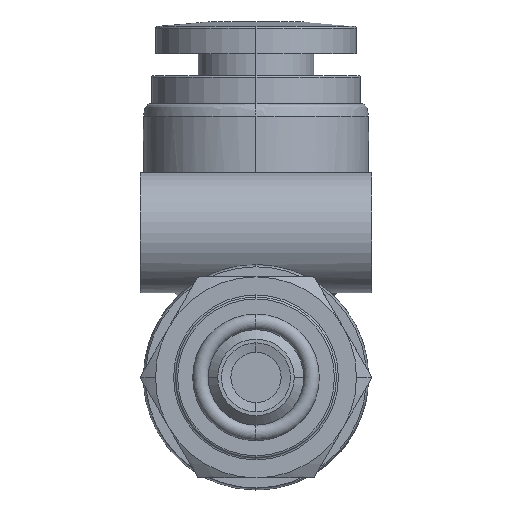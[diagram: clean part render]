
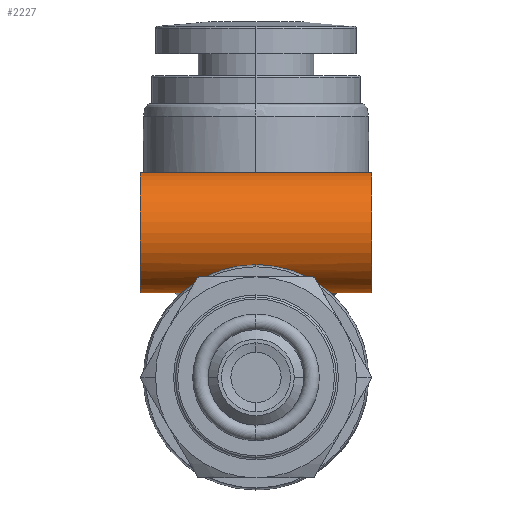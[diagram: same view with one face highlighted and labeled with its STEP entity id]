
A CAD part, front view. The second image highlights one B-rep face of the part: STEP entity #2227.
In plain terms, the highlighted cylindrical face has radius 3 mm (diameter 6 mm), a partial arc.
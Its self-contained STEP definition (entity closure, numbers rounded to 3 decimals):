
#3 = CARTESIAN_POINT ( 'NONE',  ( 5.75, 15.3, 7.2 ) ) ;
#72 = CARTESIAN_POINT ( 'NONE',  ( 3.27, 13.884, 4.548 ) ) ;
#84 = CARTESIAN_POINT ( 'NONE',  ( -0.44, 12.77, 5.587 ) ) ;
#92 = ORIENTED_EDGE ( 'NONE', *, *, #4527, .F. ) ;
#177 = CARTESIAN_POINT ( 'NONE',  ( 2.126, 13.075, 5.185 ) ) ;
#254 = CARTESIAN_POINT ( 'NONE',  ( 5.75, 15.3, 7.2 ) ) ;
#400 = DIRECTION ( 'NONE',  ( -1., 0., 0. ) ) ;
#469 = CARTESIAN_POINT ( 'NONE',  ( 0.881, 12.804, 5.535 ) ) ;
#519 = CARTESIAN_POINT ( 'NONE',  ( 5.75, 15.3, 4.2 ) ) ;
#529 = CARTESIAN_POINT ( 'NONE',  ( -0.221, 12.762, 5.6 ) ) ;
#549 = EDGE_CURVE ( 'NONE', #868, #3314, #4013, .T. ) ;
#563 = VERTEX_POINT ( 'NONE', #3337 ) ;
#616 = VERTEX_POINT ( 'NONE', #2674 ) ;
#674 = B_SPLINE_CURVE_WITH_KNOTS ( 'NONE', 3,
 ( #4651, #529, #84, #2382, #926, #2754, #3938, #2040, #1631, #1265, #3092, #3540, #2775, #3440, #4261, #1242, #4599, #2431, #4281, #877 ),
 .UNSPECIFIED., .F., .F.,
 ( 4, 2, 2, 2, 2, 2, 2, 2, 2, 4 ),
 ( 0.007, 0.008, 0.009, 0.009, 0.01, 0.011, 0.011, 0.012, 0.012, 0.013 ),
 .UNSPECIFIED. ) ;
#798 = ORIENTED_EDGE ( 'NONE', *, *, #3514, .F. ) ;
#856 = AXIS2_PLACEMENT_3D ( 'NONE', #3389, #1092, #1453 ) ;
#868 = VERTEX_POINT ( 'NONE', #4791 ) ;
#877 = CARTESIAN_POINT ( 'NONE',  ( -3.704, 15.3, 4.2 ) ) ;
#912 = CARTESIAN_POINT ( 'NONE',  ( 1.518, 12.903, 5.395 ) ) ;
#926 = CARTESIAN_POINT ( 'NONE',  ( -1.097, 12.83, 5.496 ) ) ;
#1070 = ORIENTED_EDGE ( 'NONE', *, *, #1365, .F. ) ;
#1092 = DIRECTION ( 'NONE',  ( 1., 0., 0. ) ) ;
#1180 = CARTESIAN_POINT ( 'NONE',  ( 0.22, 12.762, 5.6 ) ) ;
#1204 = CARTESIAN_POINT ( 'NONE',  ( 1.096, 12.83, 5.496 ) ) ;
#1228 = CARTESIAN_POINT ( 'NONE',  ( 3.704, 15.3, 4.2 ) ) ;
#1242 = CARTESIAN_POINT ( 'NONE',  ( -3.559, 14.44, 4.324 ) ) ;
#1265 = CARTESIAN_POINT ( 'NONE',  ( -2.676, 13.342, 4.923 ) ) ;
#1344 = CARTESIAN_POINT ( 'NONE',  ( -5.75, 15.3, 4.2 ) ) ;
#1365 = EDGE_CURVE ( 'NONE', #616, #3541, #1381, .T. ) ;
#1381 = CIRCLE ( 'NONE', #1781, 3. ) ;
#1453 = DIRECTION ( 'NONE',  ( 0., 0., -1. ) ) ;
#1480 = LINE ( 'NONE', #3018, #2653 ) ;
#1545 = EDGE_CURVE ( 'NONE', #616, #868, #1480, .T. ) ;
#1569 = CARTESIAN_POINT ( 'NONE',  ( 0.443, 12.77, 5.587 ) ) ;
#1572 = EDGE_CURVE ( 'NONE', #2686, #3030, #1957, .T. ) ;
#1631 = CARTESIAN_POINT ( 'NONE',  ( -2.318, 13.152, 5.102 ) ) ;
#1781 = AXIS2_PLACEMENT_3D ( 'NONE', #254, #4054, #3952 ) ;
#1957 = B_SPLINE_CURVE_WITH_KNOTS ( 'NONE', 3,
 ( #1228, #2052, #3896, #2027, #3553, #3104, #3499, #72, #3477, #2740, #4662, #2695, #177, #2319, #912, #1204, #469, #1569, #1180, #3132 ),
 .UNSPECIFIED., .F., .F.,
 ( 4, 2, 2, 2, 2, 2, 2, 2, 2, 4 ),
 ( 0.002, 0.002, 0.003, 0.003, 0.004, 0.005, 0.005, 0.006, 0.007, 0.007 ),
 .UNSPECIFIED. ) ;
#2027 = CARTESIAN_POINT ( 'NONE',  ( 3.669, 14.858, 4.231 ) ) ;
#2040 = CARTESIAN_POINT ( 'NONE',  ( -2.124, 13.075, 5.186 ) ) ;
#2052 = CARTESIAN_POINT ( 'NONE',  ( 3.704, 15.189, 4.2 ) ) ;
#2092 = ORIENTED_EDGE ( 'NONE', *, *, #3481, .F. ) ;
#2204 = ORIENTED_EDGE ( 'NONE', *, *, #1545, .T. ) ;
#2227 = ADVANCED_FACE ( 'NONE', ( #4500 ), #4128, .T. ) ;
#2295 = DIRECTION ( 'NONE',  ( -1., 0., 0. ) ) ;
#2319 = CARTESIAN_POINT ( 'NONE',  ( 1.726, 12.951, 5.332 ) ) ;
#2372 = LINE ( 'NONE', #519, #3987 ) ;
#2382 = CARTESIAN_POINT ( 'NONE',  ( -0.877, 12.804, 5.535 ) ) ;
#2431 = CARTESIAN_POINT ( 'NONE',  ( -3.676, 14.854, 4.226 ) ) ;
#2633 = CARTESIAN_POINT ( 'NONE',  ( 3.704, 15.3, 4.2 ) ) ;
#2645 = CARTESIAN_POINT ( 'NONE',  ( 0., 12.762, 5.6 ) ) ;
#2653 = VECTOR ( 'NONE', #400, 1000. ) ;
#2674 = CARTESIAN_POINT ( 'NONE',  ( 5.75, 15.3, 10.2 ) ) ;
#2686 = VERTEX_POINT ( 'NONE', #2633 ) ;
#2695 = CARTESIAN_POINT ( 'NONE',  ( 2.316, 13.151, 5.103 ) ) ;
#2740 = CARTESIAN_POINT ( 'NONE',  ( 2.842, 13.455, 4.829 ) ) ;
#2754 = CARTESIAN_POINT ( 'NONE',  ( -1.521, 12.904, 5.394 ) ) ;
#2775 = CARTESIAN_POINT ( 'NONE',  ( -3.27, 13.883, 4.548 ) ) ;
#2801 = DIRECTION ( 'NONE',  ( -1., 0., 0. ) ) ;
#2931 = EDGE_LOOP ( 'NONE', ( #92, #1070, #2204, #4485, #798, #2092, #4746 ) ) ;
#3018 = CARTESIAN_POINT ( 'NONE',  ( 5.75, 15.3, 10.2 ) ) ;
#3030 = VERTEX_POINT ( 'NONE', #2645 ) ;
#3092 = CARTESIAN_POINT ( 'NONE',  ( -2.841, 13.455, 4.829 ) ) ;
#3104 = CARTESIAN_POINT ( 'NONE',  ( 3.565, 14.437, 4.319 ) ) ;
#3132 = CARTESIAN_POINT ( 'NONE',  ( 0., 12.762, 5.6 ) ) ;
#3314 = VERTEX_POINT ( 'NONE', #1344 ) ;
#3337 = CARTESIAN_POINT ( 'NONE',  ( -3.704, 15.3, 4.2 ) ) ;
#3389 = CARTESIAN_POINT ( 'NONE',  ( -5.75, 15.3, 7.2 ) ) ;
#3417 = AXIS2_PLACEMENT_3D ( 'NONE', #3, #2295, #3722 ) ;
#3440 = CARTESIAN_POINT ( 'NONE',  ( -3.43, 14.15, 4.427 ) ) ;
#3464 = CARTESIAN_POINT ( 'NONE',  ( 5.75, 15.3, 4.2 ) ) ;
#3477 = CARTESIAN_POINT ( 'NONE',  ( 3.138, 13.725, 4.641 ) ) ;
#3481 = EDGE_CURVE ( 'NONE', #3030, #563, #674, .T. ) ;
#3499 = CARTESIAN_POINT ( 'NONE',  ( 3.482, 14.238, 4.388 ) ) ;
#3514 = EDGE_CURVE ( 'NONE', #563, #3314, #3883, .T. ) ;
#3540 = CARTESIAN_POINT ( 'NONE',  ( -3.141, 13.728, 4.639 ) ) ;
#3541 = VERTEX_POINT ( 'NONE', #3464 ) ;
#3553 = CARTESIAN_POINT ( 'NONE',  ( 3.648, 14.751, 4.249 ) ) ;
#3722 = DIRECTION ( 'NONE',  ( 0., 0., 1. ) ) ;
#3883 = LINE ( 'NONE', #4230, #4479 ) ;
#3896 = CARTESIAN_POINT ( 'NONE',  ( 3.697, 15.077, 4.206 ) ) ;
#3938 = CARTESIAN_POINT ( 'NONE',  ( -1.726, 12.951, 5.331 ) ) ;
#3950 = DIRECTION ( 'NONE',  ( -1., 0., 0. ) ) ;
#3952 = DIRECTION ( 'NONE',  ( 0., 0., -1. ) ) ;
#3987 = VECTOR ( 'NONE', #3950, 1000. ) ;
#4013 = CIRCLE ( 'NONE', #856, 3. ) ;
#4054 = DIRECTION ( 'NONE',  ( 1., 0., 0. ) ) ;
#4128 = CYLINDRICAL_SURFACE ( 'NONE', #3417, 3. ) ;
#4230 = CARTESIAN_POINT ( 'NONE',  ( 5.75, 15.3, 4.2 ) ) ;
#4261 = CARTESIAN_POINT ( 'NONE',  ( -3.478, 14.245, 4.39 ) ) ;
#4281 = CARTESIAN_POINT ( 'NONE',  ( -3.704, 15.079, 4.2 ) ) ;
#4479 = VECTOR ( 'NONE', #2801, 1000. ) ;
#4485 = ORIENTED_EDGE ( 'NONE', *, *, #549, .T. ) ;
#4500 = FACE_OUTER_BOUND ( 'NONE', #2931, .T. ) ;
#4527 = EDGE_CURVE ( 'NONE', #3541, #2686, #2372, .T. ) ;
#4599 = CARTESIAN_POINT ( 'NONE',  ( -3.593, 14.541, 4.296 ) ) ;
#4651 = CARTESIAN_POINT ( 'NONE',  ( 0., 12.762, 5.6 ) ) ;
#4662 = CARTESIAN_POINT ( 'NONE',  ( 2.673, 13.34, 4.925 ) ) ;
#4746 = ORIENTED_EDGE ( 'NONE', *, *, #1572, .F. ) ;
#4791 = CARTESIAN_POINT ( 'NONE',  ( -5.75, 15.3, 10.2 ) ) ;
